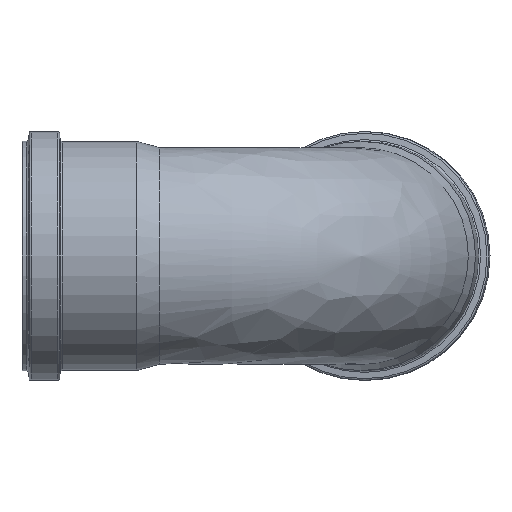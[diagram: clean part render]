
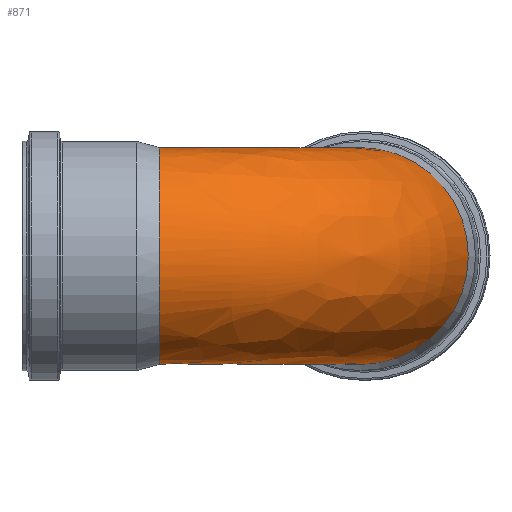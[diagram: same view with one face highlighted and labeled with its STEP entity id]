
A CAD part, left-side view. The second image highlights one B-rep face of the part: STEP entity #871.
In plain terms, the highlighted free-form (B-spline) face has degree [2, 2] with [9, 3] control points.
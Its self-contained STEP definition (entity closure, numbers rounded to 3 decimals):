
#123=FACE_OUTER_BOUND('',#176,.T.);
#176=EDGE_LOOP('',(#592,#593,#594,#595,#596,#597));
#235=CIRCLE('',#949,140.433);
#236=CIRCLE('',#950,55.113);
#237=CIRCLE('',#951,55.113);
#345=B_SPLINE_CURVE_WITH_KNOTS('',3,(#1635,#1636,#1637,#1638,#1639,#1640,
#1641,#1642,#1643,#1644,#1645,#1646),.UNSPECIFIED.,.F.,.F.,(4,2,2,2,2,4),
(2.539,4.077,6.15,8.337,10.26,
11.219),.UNSPECIFIED.);
#346=B_SPLINE_CURVE_WITH_KNOTS('',3,(#1652,#1653,#1654,#1655,#1656,#1657,
#1658,#1659,#1660,#1661,#1662,#1663,#1664,#1665,#1666,#1667,#1668,#1669,
#1670,#1671,#1672,#1673,#1674,#1675,#1676,#1677,#1678,#1679,#1680,#1681,
#1682,#1683,#1684),.UNSPECIFIED.,.F.,.F.,(4,2,2,2,2,2,2,2,2,2,2,2,2,3,2,
4),(11.219,11.345,12.506,14.698,
16.77,18.957,21.139,23.323,25.511,
27.703,29.862,31.989,33.385,34.72,
36.765,37.259),.UNSPECIFIED.);
#352=VERTEX_POINT('',#1633);
#353=VERTEX_POINT('',#1634);
#354=VERTEX_POINT('',#1647);
#355=VERTEX_POINT('',#1649);
#447=EDGE_CURVE('',#352,#353,#345,.T.);
#448=EDGE_CURVE('',#354,#352,#235,.T.);
#449=EDGE_CURVE('',#355,#354,#236,.T.);
#450=EDGE_CURVE('',#354,#355,#237,.T.);
#451=EDGE_CURVE('',#353,#352,#346,.T.);
#592=ORIENTED_EDGE('',*,*,#447,.F.);
#593=ORIENTED_EDGE('',*,*,#448,.F.);
#594=ORIENTED_EDGE('',*,*,#449,.F.);
#595=ORIENTED_EDGE('',*,*,#450,.F.);
#596=ORIENTED_EDGE('',*,*,#448,.T.);
#597=ORIENTED_EDGE('',*,*,#451,.F.);
#868=(
BOUNDED_SURFACE()
B_SPLINE_SURFACE(2,2,((#1606,#1607,#1608),(#1609,#1610,#1611),(#1612,#1613,
#1614),(#1615,#1616,#1617),(#1618,#1619,#1620),(#1621,#1622,#1623),(#1624,
#1625,#1626),(#1627,#1628,#1629),(#1630,#1631,#1632)),.UNSPECIFIED.,.T.,
 .F.,.F.)
B_SPLINE_SURFACE_WITH_KNOTS((3,2,2,2,3),(3,3),(0.,1.571,3.142,
4.712,6.283),(0.,1.375),.UNSPECIFIED.)
GEOMETRIC_REPRESENTATION_ITEM()
RATIONAL_B_SPLINE_SURFACE(((1.,0.773,1.),(0.707,
0.547,0.707),(1.,0.773,1.),(0.707,
0.547,0.707),(1.,0.773,1.),(0.707,
0.547,0.707),(1.,0.773,1.),(0.707,
0.547,0.707),(1.,0.773,1.)))
REPRESENTATION_ITEM('')
SURFACE()
);
#871=ADVANCED_FACE('',(#123),#868,.T.);
#949=AXIS2_PLACEMENT_3D('',#1648,#1116,#1117);
#950=AXIS2_PLACEMENT_3D('',#1650,#1118,#1119);
#951=AXIS2_PLACEMENT_3D('',#1651,#1120,#1121);
#1116=DIRECTION('center_axis',(0.,0.,-1.));
#1117=DIRECTION('ref_axis',(-0.277,-0.961,0.));
#1118=DIRECTION('center_axis',(0.999,-0.044,0.));
#1119=DIRECTION('ref_axis',(0.044,0.999,0.));
#1120=DIRECTION('center_axis',(0.999,-0.044,0.));
#1121=DIRECTION('ref_axis',(0.044,0.999,0.));
#1606=CARTESIAN_POINT('Ctrl Pts',(97.658,-102.111,55.113));
#1607=CARTESIAN_POINT('Ctrl Pts',(-13.115,-70.193,55.113));
#1608=CARTESIAN_POINT('Ctrl Pts',(-3.391,44.677,55.113));
#1609=CARTESIAN_POINT('Ctrl Pts',(100.062,-47.051,55.113));
#1610=CARTESIAN_POINT('Ctrl Pts',(34.488,-17.106,55.113));
#1611=CARTESIAN_POINT('Ctrl Pts',(51.082,53.047,55.113));
#1612=CARTESIAN_POINT('Ctrl Pts',(100.062,-47.051,0.));
#1613=CARTESIAN_POINT('Ctrl Pts',(34.488,-17.106,0.));
#1614=CARTESIAN_POINT('Ctrl Pts',(51.082,53.047,0.));
#1615=CARTESIAN_POINT('Ctrl Pts',(100.062,-47.051,-55.113));
#1616=CARTESIAN_POINT('Ctrl Pts',(34.488,-17.106,-55.113));
#1617=CARTESIAN_POINT('Ctrl Pts',(51.082,53.047,-55.113));
#1618=CARTESIAN_POINT('Ctrl Pts',(97.658,-102.111,-55.113));
#1619=CARTESIAN_POINT('Ctrl Pts',(-13.115,-70.193,-55.113));
#1620=CARTESIAN_POINT('Ctrl Pts',(-3.391,44.677,-55.113));
#1621=CARTESIAN_POINT('Ctrl Pts',(95.254,-157.172,-55.113));
#1622=CARTESIAN_POINT('Ctrl Pts',(-60.718,-123.28,-55.113));
#1623=CARTESIAN_POINT('Ctrl Pts',(-57.865,36.307,-55.113));
#1624=CARTESIAN_POINT('Ctrl Pts',(95.254,-157.172,0.));
#1625=CARTESIAN_POINT('Ctrl Pts',(-60.718,-123.28,0.));
#1626=CARTESIAN_POINT('Ctrl Pts',(-57.865,36.307,0.));
#1627=CARTESIAN_POINT('Ctrl Pts',(95.254,-157.172,55.113));
#1628=CARTESIAN_POINT('Ctrl Pts',(-60.718,-123.28,55.113));
#1629=CARTESIAN_POINT('Ctrl Pts',(-57.865,36.307,55.113));
#1630=CARTESIAN_POINT('Ctrl Pts',(97.658,-102.111,55.113));
#1631=CARTESIAN_POINT('Ctrl Pts',(-13.115,-70.193,55.113));
#1632=CARTESIAN_POINT('Ctrl Pts',(-3.391,44.677,55.113));
#1633=CARTESIAN_POINT('',(0.,0.,55.113));
#1634=CARTESIAN_POINT('',(55.105,-0.031,0.));
#1635=CARTESIAN_POINT('Ctrl Pts',(0.,0.,
55.113));
#1636=CARTESIAN_POINT('Ctrl Pts',(5.113,0.,
55.113));
#1637=CARTESIAN_POINT('Ctrl Pts',(10.209,-0.001,
54.401));
#1638=CARTESIAN_POINT('Ctrl Pts',(21.783,-0.006,
51.093));
#1639=CARTESIAN_POINT('Ctrl Pts',(28.01,-0.009,
47.962));
#1640=CARTESIAN_POINT('Ctrl Pts',(39.285,-0.017,
39.329));
#1641=CARTESIAN_POINT('Ctrl Pts',(44.138,-0.021,
33.791));
#1642=CARTESIAN_POINT('Ctrl Pts',(50.966,-0.027,
21.913));
#1643=CARTESIAN_POINT('Ctrl Pts',(53.167,-0.029,
15.841));
#1644=CARTESIAN_POINT('Ctrl Pts',(54.827,-0.031,
6.381));
#1645=CARTESIAN_POINT('Ctrl Pts',(55.105,-0.031,
3.193));
#1646=CARTESIAN_POINT('Ctrl Pts',(55.105,-0.031,
0.));
#1647=CARTESIAN_POINT('',(97.658,-102.111,55.113));
#1648=CARTESIAN_POINT('Origin',(136.541,32.831,55.113));
#1649=CARTESIAN_POINT('',(100.062,-47.051,0.));
#1650=CARTESIAN_POINT('Origin',(97.658,-102.111,0.));
#1651=CARTESIAN_POINT('Origin',(97.658,-102.111,0.));
#1652=CARTESIAN_POINT('Ctrl Pts',(55.105,-0.031,
0.));
#1653=CARTESIAN_POINT('Ctrl Pts',(55.105,-0.031,
-0.423));
#1654=CARTESIAN_POINT('Ctrl Pts',(55.1,-0.031,-0.845));
#1655=CARTESIAN_POINT('Ctrl Pts',(55.001,-0.031,-5.135));
#1656=CARTESIAN_POINT('Ctrl Pts',(54.505,-0.031,
-8.982));
#1657=CARTESIAN_POINT('Ctrl Pts',(51.921,-0.028,
-19.855));
#1658=CARTESIAN_POINT('Ctrl Pts',(48.834,-0.025,
-26.559));
#1659=CARTESIAN_POINT('Ctrl Pts',(40.462,-0.018,
-38.045));
#1660=CARTESIAN_POINT('Ctrl Pts',(35.382,-0.014,
-42.811));
#1661=CARTESIAN_POINT('Ctrl Pts',(23.403,-0.007,
-50.425));
#1662=CARTESIAN_POINT('Ctrl Pts',(16.535,-0.003,
-53.076));
#1663=CARTESIAN_POINT('Ctrl Pts',(2.183,0.001,
-55.548));
#1664=CARTESIAN_POINT('Ctrl Pts',(-5.16,0.001,
-55.351));
#1665=CARTESIAN_POINT('Ctrl Pts',(-19.35,-0.006,
-52.114));
#1666=CARTESIAN_POINT('Ctrl Pts',(-26.057,-0.012,
-49.103));
#1667=CARTESIAN_POINT('Ctrl Pts',(-37.92,-0.032,
-40.641));
#1668=CARTESIAN_POINT('Ctrl Pts',(-42.957,-0.045,
-35.27));
#1669=CARTESIAN_POINT('Ctrl Pts',(-50.654,-0.071,
-22.866));
#1670=CARTESIAN_POINT('Ctrl Pts',(-53.234,-0.084,
-15.953));
#1671=CARTESIAN_POINT('Ctrl Pts',(-55.532,-0.095,
-1.632));
#1672=CARTESIAN_POINT('Ctrl Pts',(-55.27,-0.093,
5.631));
#1673=CARTESIAN_POINT('Ctrl Pts',(-51.996,-0.078,
19.54));
#1674=CARTESIAN_POINT('Ctrl Pts',(-49.055,-0.065,
26.065));
#1675=CARTESIAN_POINT('Ctrl Pts',(-42.271,-0.044,
35.65));
#1676=CARTESIAN_POINT('Ctrl Pts',(-39.114,-0.036,
39.092));
#1677=CARTESIAN_POINT('Ctrl Pts',(-32.162,-0.022,
44.969));
#1678=CARTESIAN_POINT('Ctrl Pts',(-28.427,-0.016,
47.42));
#1679=CARTESIAN_POINT('Ctrl Pts',(-24.438,-0.012,
49.395));
#1680=CARTESIAN_POINT('Ctrl Pts',(-18.329,-0.005,
52.419));
#1681=CARTESIAN_POINT('Ctrl Pts',(-11.712,-0.001,
54.283));
#1682=CARTESIAN_POINT('Ctrl Pts',(-3.284,0.,
55.04));
#1683=CARTESIAN_POINT('Ctrl Pts',(-1.641,0.,
55.113));
#1684=CARTESIAN_POINT('Ctrl Pts',(0.,0.,
55.113));
